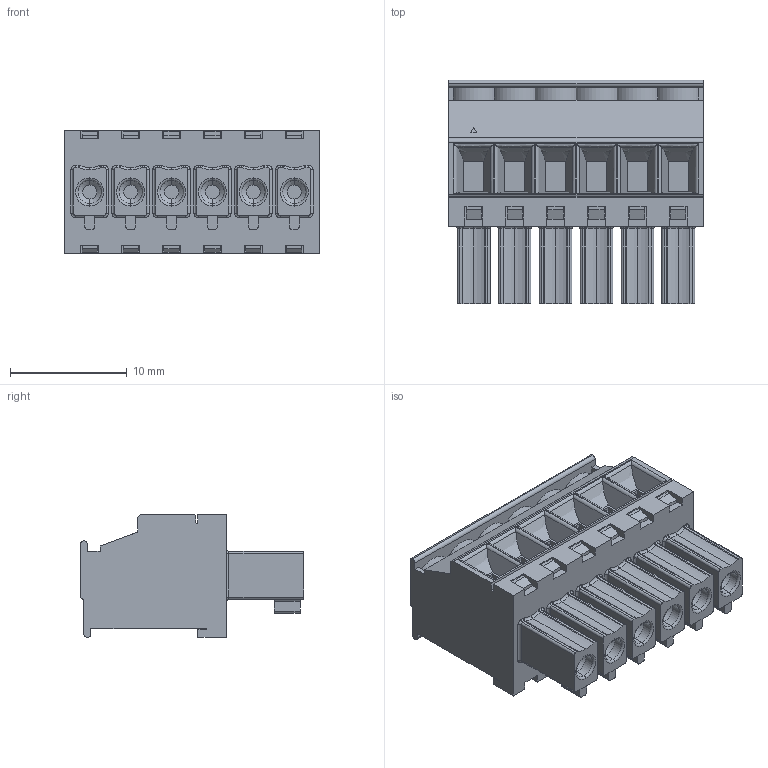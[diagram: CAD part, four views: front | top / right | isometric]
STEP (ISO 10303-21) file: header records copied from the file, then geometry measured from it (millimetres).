
FILE_DESCRIPTION (( 'STEP AP214' ), '1' );
FILE_NAME ('15EDGKB-3.5-06P-14-00AH.STEP', '2021-01-29T20:31:58', ( '' ), ( '' ), 'SwSTEP 2.0', 'SolidWorks 2020', '' );
FILE_SCHEMA (( 'AUTOMOTIVE_DESIGN' ));
Length unit declared in the file: millimetre
Products named in the file (1): 15EDGKB-3.5-06P-14-00AH
Bounding box: 21.8 x 19.1 x 10.5 mm (x, y, z)
Volume: 2510.2 mm3; surface area: 2750.7 mm2
Topology: 1 solids, 1 shells, 976 faces, 2553 edges, 1638 vertices
Faces by surface type: plane 506, cylinder 197, bspline 147, torus 102, cone 24
Entity records: 42414 total; most frequent: CARTESIAN_POINT 14153, ORIENTED_EDGE 5106, DIRECTION 4367, EDGE_CURVE 2553, VERTEX_POINT 1638, VECTOR 1619, LINE 1619, AXIS2_PLACEMENT_3D 1374
